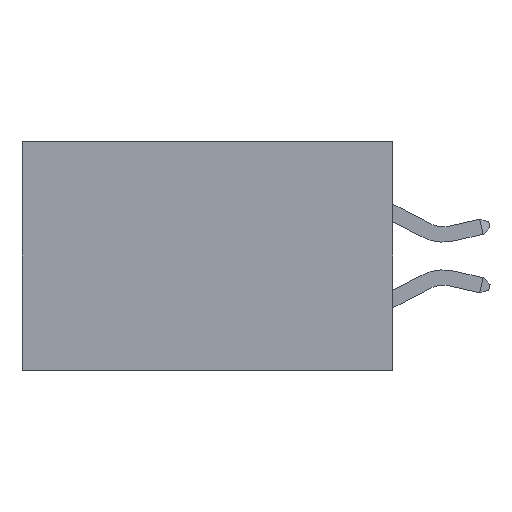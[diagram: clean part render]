
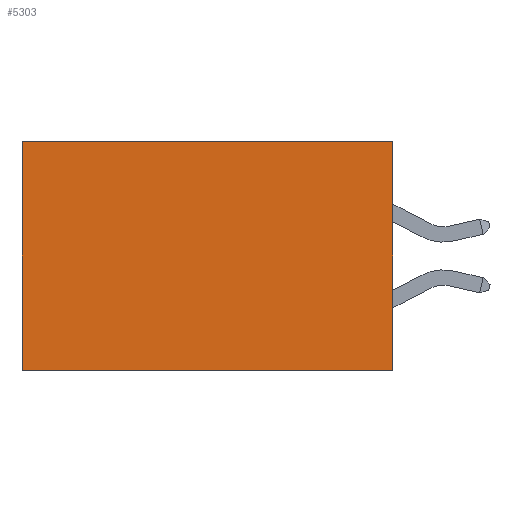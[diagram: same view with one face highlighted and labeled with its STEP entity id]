
A CAD part, left-side view. The second image highlights one B-rep face of the part: STEP entity #5303.
In plain terms, the highlighted planar face has unit normal (-1, 0, 0).
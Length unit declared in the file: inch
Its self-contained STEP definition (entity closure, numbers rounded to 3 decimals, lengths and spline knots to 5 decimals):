
#1545 = PLANE ( 'NONE',  #11053 ) ;
#1589 = EDGE_LOOP ( 'NONE', ( #11638, #14716, #14959, #7771 ) ) ;
#2239 = VECTOR ( 'NONE', #12212, 39.37008 ) ;
#2914 = CARTESIAN_POINT ( 'NONE',  ( 0.2875, 0., -0.37 ) ) ;
#3550 = LINE ( 'NONE', #2914, #13781 ) ;
#3593 = FACE_OUTER_BOUND ( 'NONE', #1589, .T. ) ;
#3866 = CARTESIAN_POINT ( 'NONE',  ( 0.2875, 0.6, -0.37 ) ) ;
#4309 = VERTEX_POINT ( 'NONE', #5971 ) ;
#4331 = DIRECTION ( 'NONE',  ( 0., 1., 0. ) ) ;
#5303 = ADVANCED_FACE ( 'NONE', ( #3593 ), #1545, .F. ) ;
#5715 = VECTOR ( 'NONE', #14629, 39.37008 ) ;
#5805 = EDGE_CURVE ( 'NONE', #4309, #13050, #9625, .T. ) ;
#5971 = CARTESIAN_POINT ( 'NONE',  ( 0.2875, 0.6, 0. ) ) ;
#6377 = VERTEX_POINT ( 'NONE', #13486 ) ;
#7771 = ORIENTED_EDGE ( 'NONE', *, *, #11155, .T. ) ;
#7801 = CARTESIAN_POINT ( 'NONE',  ( 0.2875, 0., 0. ) ) ;
#9204 = DIRECTION ( 'NONE',  ( 0., 1., 0. ) ) ;
#9406 = LINE ( 'NONE', #15850, #5715 ) ;
#9625 = LINE ( 'NONE', #11025, #2239 ) ;
#11025 = CARTESIAN_POINT ( 'NONE',  ( 0.2875, 0.6, 0. ) ) ;
#11053 = AXIS2_PLACEMENT_3D ( 'NONE', #14160, #14501, #13226 ) ;
#11155 = EDGE_CURVE ( 'NONE', #6377, #4309, #14999, .T. ) ;
#11638 = ORIENTED_EDGE ( 'NONE', *, *, #5805, .T. ) ;
#11802 = VERTEX_POINT ( 'NONE', #13187 ) ;
#11900 = EDGE_CURVE ( 'NONE', #6377, #11802, #9406, .T. ) ;
#12036 = EDGE_CURVE ( 'NONE', #11802, #13050, #3550, .T. ) ;
#12212 = DIRECTION ( 'NONE',  ( 0., 0., -1. ) ) ;
#13050 = VERTEX_POINT ( 'NONE', #3866 ) ;
#13187 = CARTESIAN_POINT ( 'NONE',  ( 0.2875, 0., -0.37 ) ) ;
#13226 = DIRECTION ( 'NONE',  ( 0., 0., -1. ) ) ;
#13486 = CARTESIAN_POINT ( 'NONE',  ( 0.2875, 0., 0. ) ) ;
#13781 = VECTOR ( 'NONE', #4331, 39.37008 ) ;
#14160 = CARTESIAN_POINT ( 'NONE',  ( 0.2875, 0., 0. ) ) ;
#14501 = DIRECTION ( 'NONE',  ( 1., 0., 0. ) ) ;
#14601 = VECTOR ( 'NONE', #9204, 39.37008 ) ;
#14629 = DIRECTION ( 'NONE',  ( 0., 0., -1. ) ) ;
#14716 = ORIENTED_EDGE ( 'NONE', *, *, #12036, .F. ) ;
#14959 = ORIENTED_EDGE ( 'NONE', *, *, #11900, .F. ) ;
#14999 = LINE ( 'NONE', #7801, #14601 ) ;
#15850 = CARTESIAN_POINT ( 'NONE',  ( 0.2875, 0., 0. ) ) ;
